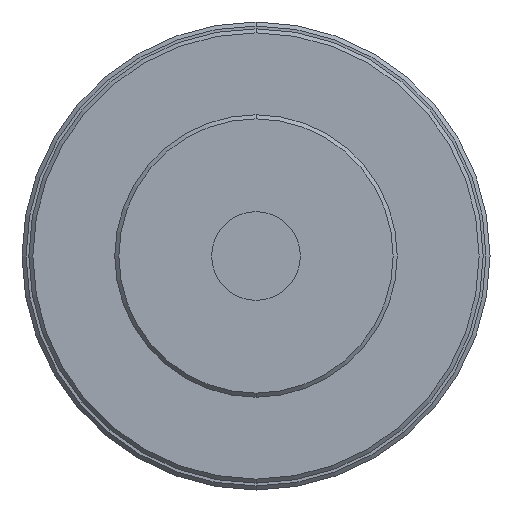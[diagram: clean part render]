
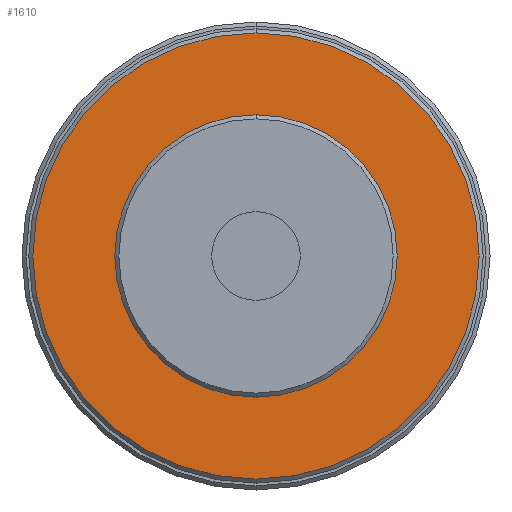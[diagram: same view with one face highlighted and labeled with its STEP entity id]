
A CAD part, front view. The second image highlights one B-rep face of the part: STEP entity #1610.
In plain terms, the highlighted planar face has unit normal (0, -1, 0).
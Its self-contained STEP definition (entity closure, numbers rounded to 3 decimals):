
#35 = ORIENTED_EDGE ( 'NONE', *, *, #1710, .F. ) ;
#180 = PLANE ( 'NONE',  #315 ) ;
#181 = CARTESIAN_POINT ( 'NONE',  ( 0., 1.5, 0. ) ) ;
#182 = DIRECTION ( 'NONE',  ( 0., -1., 0. ) ) ;
#183 = DIRECTION ( 'NONE',  ( 0., 0., -1. ) ) ;
#279 = CARTESIAN_POINT ( 'NONE',  ( 0., 1.5, 17.5 ) ) ;
#284 = CARTESIAN_POINT ( 'NONE',  ( 0., 1.5, 27.65 ) ) ;
#290 = CARTESIAN_POINT ( 'NONE',  ( 0., 1.5, -27.65 ) ) ;
#291 = CARTESIAN_POINT ( 'NONE',  ( 0., 1.5, -17.5 ) ) ;
#315 = AXIS2_PLACEMENT_3D ( 'NONE', #181, #182, #183 ) ;
#320 = FACE_OUTER_BOUND ( 'NONE', #1976, .T. ) ;
#479 = ORIENTED_EDGE ( 'NONE', *, *, #1828, .T. ) ;
#742 = CARTESIAN_POINT ( 'NONE',  ( 0., 1.5, 0. ) ) ;
#743 = DIRECTION ( 'NONE',  ( 0., -1., 0. ) ) ;
#744 = DIRECTION ( 'NONE',  ( 0., 0., -1. ) ) ;
#929 = CARTESIAN_POINT ( 'NONE',  ( 0., 1.5, 0. ) ) ;
#930 = DIRECTION ( 'NONE',  ( 0., -1., 0. ) ) ;
#931 = DIRECTION ( 'NONE',  ( 0., 0., -1. ) ) ;
#1013 = AXIS2_PLACEMENT_3D ( 'NONE', #742, #743, #744 ) ;
#1031 = FACE_BOUND ( 'NONE', #1977, .T. ) ;
#1054 = CARTESIAN_POINT ( 'NONE',  ( 0., 1.5, 0. ) ) ;
#1055 = DIRECTION ( 'NONE',  ( 0., -1., 0. ) ) ;
#1056 = DIRECTION ( 'NONE',  ( 0., 0., -1. ) ) ;
#1143 = CARTESIAN_POINT ( 'NONE',  ( 0., 1.5, 0. ) ) ;
#1144 = DIRECTION ( 'NONE',  ( 0., -1., 0. ) ) ;
#1145 = DIRECTION ( 'NONE',  ( 0., 0., -1. ) ) ;
#1286 = VERTEX_POINT ( 'NONE', #279 ) ;
#1299 = VERTEX_POINT ( 'NONE', #284 ) ;
#1305 = VERTEX_POINT ( 'NONE', #290 ) ;
#1306 = VERTEX_POINT ( 'NONE', #291 ) ;
#1376 = ORIENTED_EDGE ( 'NONE', *, *, #1568, .F. ) ;
#1397 = AXIS2_PLACEMENT_3D ( 'NONE', #1054, #1055, #1056 ) ;
#1530 = CIRCLE ( 'NONE', #1013, 17.5 ) ;
#1568 = EDGE_CURVE ( 'NONE', #1306, #1286, #1530, .T. ) ;
#1610 = ADVANCED_FACE ( 'NONE', ( #320, #1031 ), #180, .T. ) ;
#1710 = EDGE_CURVE ( 'NONE', #1286, #1306, #1824, .T. ) ;
#1738 = CIRCLE ( 'NONE', #2016, 27.65 ) ;
#1783 = EDGE_CURVE ( 'NONE', #1299, #1305, #1792, .T. ) ;
#1792 = CIRCLE ( 'NONE', #1935, 27.65 ) ;
#1824 = CIRCLE ( 'NONE', #1397, 17.5 ) ;
#1828 = EDGE_CURVE ( 'NONE', #1305, #1299, #1738, .T. ) ;
#1935 = AXIS2_PLACEMENT_3D ( 'NONE', #1143, #1144, #1145 ) ;
#1976 = EDGE_LOOP ( 'NONE', ( #2065, #479 ) ) ;
#1977 = EDGE_LOOP ( 'NONE', ( #1376, #35 ) ) ;
#2016 = AXIS2_PLACEMENT_3D ( 'NONE', #929, #930, #931 ) ;
#2065 = ORIENTED_EDGE ( 'NONE', *, *, #1783, .T. ) ;
